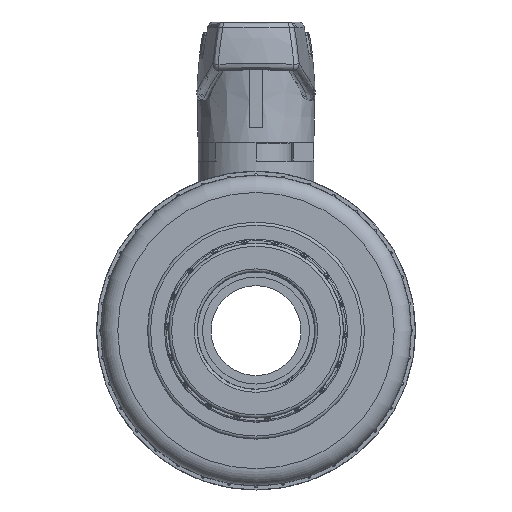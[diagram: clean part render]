
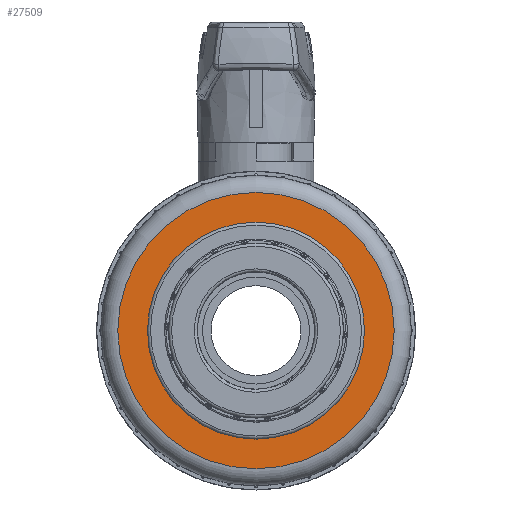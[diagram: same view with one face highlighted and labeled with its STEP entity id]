
A CAD part, left-side view. The second image highlights one B-rep face of the part: STEP entity #27509.
In plain terms, the highlighted face is planar.
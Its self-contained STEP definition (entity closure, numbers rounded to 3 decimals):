
#771=FACE_BOUND('',#4470,.T.);
#913=PLANE('',#29314);
#1745=CIRCLE('',#29315,22.277);
#1746=CIRCLE('',#29316,17.493);
#2826=FACE_OUTER_BOUND('',#4469,.T.);
#4469=EDGE_LOOP('',(#18776));
#4470=EDGE_LOOP('',(#18777));
#11525=VERTEX_POINT('',#42297);
#11526=VERTEX_POINT('',#42299);
#14395=EDGE_CURVE('',#11525,#11525,#1745,.T.);
#14396=EDGE_CURVE('',#11526,#11526,#1746,.T.);
#18776=ORIENTED_EDGE('',*,*,#14395,.T.);
#18777=ORIENTED_EDGE('',*,*,#14396,.T.);
#27509=ADVANCED_FACE('',(#2826,#771),#913,.F.);
#29314=AXIS2_PLACEMENT_3D('',#42296,#32240,#32241);
#29315=AXIS2_PLACEMENT_3D('',#42298,#32242,#32243);
#29316=AXIS2_PLACEMENT_3D('',#42300,#32244,#32245);
#32240=DIRECTION('center_axis',(-1.,0.,0.));
#32241=DIRECTION('ref_axis',(0.,1.,0.));
#32242=DIRECTION('center_axis',(1.,0.,0.));
#32243=DIRECTION('ref_axis',(0.,-1.,0.));
#32244=DIRECTION('center_axis',(-1.,0.,0.));
#32245=DIRECTION('ref_axis',(0.,0.,-1.));
#42296=CARTESIAN_POINT('Origin',(-924.627,-26.26,0.));
#42297=CARTESIAN_POINT('',(-924.627,-23.527,0.));
#42298=CARTESIAN_POINT('Origin',(-924.627,-1.25,0.));
#42299=CARTESIAN_POINT('',(-924.627,-1.25,-17.493));
#42300=CARTESIAN_POINT('Origin',(-924.627,-1.25,0.));
